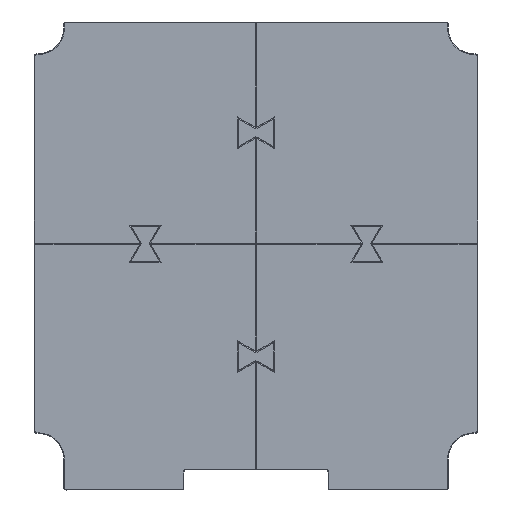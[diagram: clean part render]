
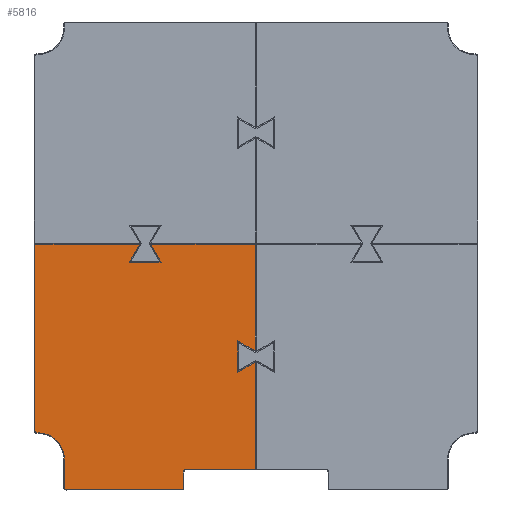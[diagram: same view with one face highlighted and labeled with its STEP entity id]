
A CAD part, top view. The second image highlights one B-rep face of the part: STEP entity #5816.
In plain terms, the highlighted planar face has unit normal (0, 0, 1).
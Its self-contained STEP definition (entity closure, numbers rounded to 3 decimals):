
#94=CIRCLE('',#6217,1.6);
#95=CIRCLE('',#6220,21.9);
#97=CIRCLE('',#6224,1.6);
#98=CIRCLE('',#6227,1.6);
#99=CIRCLE('',#6230,2.4);
#330=FACE_OUTER_BOUND('',#686,.T.);
#686=EDGE_LOOP('',(#4067,#4068,#4069,#4070,#4071,#4072,#4073,#4074,#4075,
#4076,#4077,#4078,#4079,#4080,#4081,#4082,#4083,#4084,#4085,#4086,#4087));
#997=LINE('',#8391,#1720);
#1008=LINE('',#8413,#1731);
#1016=LINE('',#8430,#1739);
#1022=LINE('',#8441,#1745);
#1034=LINE('',#8465,#1757);
#1052=LINE('',#8501,#1775);
#1086=LINE('',#8595,#1809);
#1090=LINE('',#8602,#1813);
#1092=LINE('',#8605,#1815);
#1093=LINE('',#8607,#1816);
#1096=LINE('',#8613,#1819);
#1099=LINE('',#8624,#1822);
#1103=LINE('',#8634,#1826);
#1106=LINE('',#8642,#1829);
#1109=LINE('',#8650,#1832);
#1110=LINE('',#8654,#1833);
#1720=VECTOR('',#6676,10.);
#1731=VECTOR('',#6693,10.);
#1739=VECTOR('',#6705,10.);
#1745=VECTOR('',#6713,10.);
#1757=VECTOR('',#6731,10.);
#1775=VECTOR('',#6761,10.);
#1809=VECTOR('',#6861,10.);
#1813=VECTOR('',#6867,10.);
#1815=VECTOR('',#6871,10.);
#1816=VECTOR('',#6874,10.);
#1819=VECTOR('',#6879,10.);
#1822=VECTOR('',#6890,10.);
#1826=VECTOR('',#6902,10.);
#1829=VECTOR('',#6911,10.);
#1832=VECTOR('',#6920,10.);
#1833=VECTOR('',#6927,10.);
#2441=VERTEX_POINT('',#8388);
#2442=VERTEX_POINT('',#8390);
#2449=VERTEX_POINT('',#8410);
#2450=VERTEX_POINT('',#8412);
#2456=VERTEX_POINT('',#8427);
#2457=VERTEX_POINT('',#8429);
#2461=VERTEX_POINT('',#8439);
#2469=VERTEX_POINT('',#8462);
#2470=VERTEX_POINT('',#8464);
#2482=VERTEX_POINT('',#8500);
#2509=VERTEX_POINT('',#8594);
#2511=VERTEX_POINT('',#8600);
#2513=VERTEX_POINT('',#8611);
#2515=VERTEX_POINT('',#8617);
#2517=VERTEX_POINT('',#8622);
#2518=VERTEX_POINT('',#8627);
#2519=VERTEX_POINT('',#8632);
#2520=VERTEX_POINT('',#8636);
#2521=VERTEX_POINT('',#8640);
#2522=VERTEX_POINT('',#8644);
#2523=VERTEX_POINT('',#8648);
#2955=EDGE_CURVE('',#2441,#2442,#997,.T.);
#2966=EDGE_CURVE('',#2449,#2450,#1008,.T.);
#2974=EDGE_CURVE('',#2456,#2457,#1016,.T.);
#2980=EDGE_CURVE('',#2461,#2456,#1022,.T.);
#2992=EDGE_CURVE('',#2469,#2470,#1034,.T.);
#3010=EDGE_CURVE('',#2442,#2482,#1052,.T.);
#3057=EDGE_CURVE('',#2470,#2509,#1086,.T.);
#3061=EDGE_CURVE('',#2511,#2441,#1090,.T.);
#3063=EDGE_CURVE('',#2450,#2511,#1092,.T.);
#3064=EDGE_CURVE('',#2509,#2449,#1093,.T.);
#3067=EDGE_CURVE('',#2513,#2461,#1096,.T.);
#3070=EDGE_CURVE('',#2515,#2513,#94,.T.);
#3072=EDGE_CURVE('',#2517,#2515,#1099,.T.);
#3075=EDGE_CURVE('',#2518,#2517,#95,.T.);
#3078=EDGE_CURVE('',#2519,#2518,#1103,.T.);
#3080=EDGE_CURVE('',#2520,#2519,#97,.T.);
#3082=EDGE_CURVE('',#2521,#2520,#1106,.T.);
#3084=EDGE_CURVE('',#2522,#2521,#98,.T.);
#3086=EDGE_CURVE('',#2523,#2522,#1109,.T.);
#3087=EDGE_CURVE('',#2482,#2523,#99,.T.);
#3088=EDGE_CURVE('',#2457,#2469,#1110,.T.);
#4067=ORIENTED_EDGE('',*,*,#2966,.F.);
#4068=ORIENTED_EDGE('',*,*,#3064,.F.);
#4069=ORIENTED_EDGE('',*,*,#3057,.F.);
#4070=ORIENTED_EDGE('',*,*,#2992,.F.);
#4071=ORIENTED_EDGE('',*,*,#3088,.F.);
#4072=ORIENTED_EDGE('',*,*,#2974,.F.);
#4073=ORIENTED_EDGE('',*,*,#2980,.F.);
#4074=ORIENTED_EDGE('',*,*,#3067,.F.);
#4075=ORIENTED_EDGE('',*,*,#3070,.F.);
#4076=ORIENTED_EDGE('',*,*,#3072,.F.);
#4077=ORIENTED_EDGE('',*,*,#3075,.F.);
#4078=ORIENTED_EDGE('',*,*,#3078,.F.);
#4079=ORIENTED_EDGE('',*,*,#3080,.F.);
#4080=ORIENTED_EDGE('',*,*,#3082,.F.);
#4081=ORIENTED_EDGE('',*,*,#3084,.F.);
#4082=ORIENTED_EDGE('',*,*,#3086,.F.);
#4083=ORIENTED_EDGE('',*,*,#3087,.F.);
#4084=ORIENTED_EDGE('',*,*,#3010,.F.);
#4085=ORIENTED_EDGE('',*,*,#2955,.F.);
#4086=ORIENTED_EDGE('',*,*,#3061,.F.);
#4087=ORIENTED_EDGE('',*,*,#3063,.F.);
#5541=PLANE('',#6238);
#5816=ADVANCED_FACE('',(#330),#5541,.T.);
#6217=AXIS2_PLACEMENT_3D('',#8619,#6885,#6886);
#6220=AXIS2_PLACEMENT_3D('',#8629,#6895,#6896);
#6224=AXIS2_PLACEMENT_3D('',#8638,#6906,#6907);
#6227=AXIS2_PLACEMENT_3D('',#8646,#6915,#6916);
#6230=AXIS2_PLACEMENT_3D('',#8652,#6923,#6924);
#6238=AXIS2_PLACEMENT_3D('',#8669,#6947,#6948);
#6676=DIRECTION('',(0.,-1.,0.));
#6693=DIRECTION('',(-0.866,0.5,0.));
#6705=DIRECTION('',(-0.5,-0.866,0.));
#6713=DIRECTION('',(1.,0.,0.));
#6731=DIRECTION('',(-0.5,0.866,0.));
#6761=DIRECTION('',(-1.,0.,0.));
#6861=DIRECTION('',(1.,0.,0.));
#6867=DIRECTION('',(0.866,0.5,0.));
#6871=DIRECTION('',(0.,-1.,0.));
#6874=DIRECTION('',(0.,-1.,0.));
#6879=DIRECTION('',(0.,1.,0.));
#6885=DIRECTION('center_axis',(0.,0.,
-1.));
#6886=DIRECTION('ref_axis',(-0.707,-0.707,0.));
#6890=DIRECTION('',(-1.,0.,0.));
#6895=DIRECTION('center_axis',(0.,0.,
1.));
#6896=DIRECTION('ref_axis',(0.,1.,0.));
#6902=DIRECTION('',(0.,1.,0.));
#6906=DIRECTION('center_axis',(0.,0.,
-1.));
#6907=DIRECTION('ref_axis',(-0.707,-0.707,0.));
#6911=DIRECTION('',(-1.,0.,0.));
#6915=DIRECTION('center_axis',(0.,0.,
-1.));
#6916=DIRECTION('ref_axis',(0.707,-0.707,0.));
#6920=DIRECTION('',(0.,-1.,0.));
#6923=DIRECTION('center_axis',(0.,0.,
1.));
#6924=DIRECTION('ref_axis',(-0.707,0.707,0.));
#6927=DIRECTION('',(1.,0.,0.));
#6947=DIRECTION('center_axis',(0.,0.,
1.));
#6948=DIRECTION('ref_axis',(1.,0.,0.));
#8388=CARTESIAN_POINT('',(-195.451,96.339,-575.));
#8390=CARTESIAN_POINT('',(-195.451,7.2,-575.));
#8391=CARTESIAN_POINT('',(-195.451,189.85,-575.));
#8410=CARTESIAN_POINT('',(-195.451,105.461,-575.));
#8412=CARTESIAN_POINT('',(-210.401,114.093,-575.));
#8413=CARTESIAN_POINT('',(-221.842,120.699,-575.));
#8427=CARTESIAN_POINT('',(-291.862,194.55,-575.));
#8429=CARTESIAN_POINT('',(-300.493,179.6,-575.));
#8430=CARTESIAN_POINT('',(-283.799,208.515,-575.));
#8439=CARTESIAN_POINT('',(-379.2,194.55,-575.));
#8441=CARTESIAN_POINT('',(-195.,194.55,-575.));
#8462=CARTESIAN_POINT('',(-274.107,179.6,-575.));
#8464=CARTESIAN_POINT('',(-282.739,194.55,-575.));
#8465=CARTESIAN_POINT('',(-272.057,176.048,-575.));
#8500=CARTESIAN_POINT('',(-253.001,7.2,-575.));
#8501=CARTESIAN_POINT('',(-165.,7.2,-575.));
#8594=CARTESIAN_POINT('',(-195.451,194.55,-575.));
#8595=CARTESIAN_POINT('',(-195.,194.55,-575.));
#8600=CARTESIAN_POINT('',(-210.401,87.707,-575.));
#8602=CARTESIAN_POINT('',(-173.596,108.956,-575.));
#8605=CARTESIAN_POINT('',(-210.401,141.7,-575.));
#8607=CARTESIAN_POINT('',(-195.451,189.85,-575.));
#8611=CARTESIAN_POINT('',(-379.2,39.,-575.));
#8613=CARTESIAN_POINT('',(-379.2,116.,-575.));
#8617=CARTESIAN_POINT('',(-377.6,37.4,-575.));
#8619=CARTESIAN_POINT('Origin',(-377.6,39.,-575.));
#8622=CARTESIAN_POINT('',(-376.5,37.4,-575.));
#8624=CARTESIAN_POINT('',(-285.75,37.4,-575.));
#8627=CARTESIAN_POINT('',(-354.6,15.5,-575.));
#8629=CARTESIAN_POINT('Origin',(-376.5,15.5,-575.));
#8632=CARTESIAN_POINT('',(-354.6,-8.2,-575.));
#8634=CARTESIAN_POINT('',(-354.6,92.4,-575.));
#8636=CARTESIAN_POINT('',(-353.,-9.8,-575.));
#8638=CARTESIAN_POINT('Origin',(-353.,-8.2,-575.));
#8640=CARTESIAN_POINT('',(-257.001,-9.8,-575.));
#8642=CARTESIAN_POINT('',(-225.,-9.8,-575.));
#8644=CARTESIAN_POINT('',(-255.401,-8.2,-575.));
#8646=CARTESIAN_POINT('Origin',(-257.001,-8.2,-575.));
#8648=CARTESIAN_POINT('',(-255.401,4.8,-575.));
#8650=CARTESIAN_POINT('',(-255.401,100.9,-575.));
#8652=CARTESIAN_POINT('Origin',(-253.001,4.8,-575.));
#8654=CARTESIAN_POINT('',(-234.9,179.6,-575.));
#8669=CARTESIAN_POINT('Origin',(-195.,195.,-575.));
